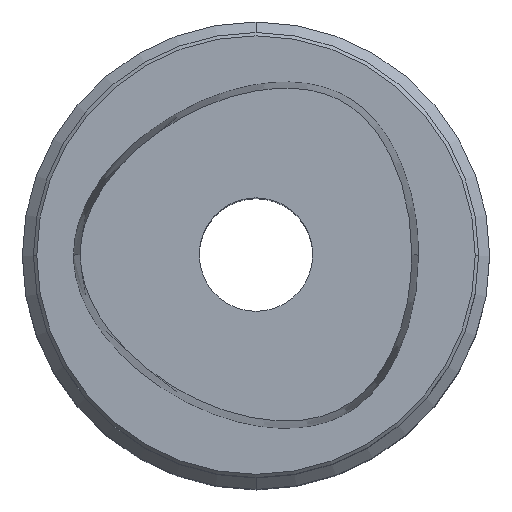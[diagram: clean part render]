
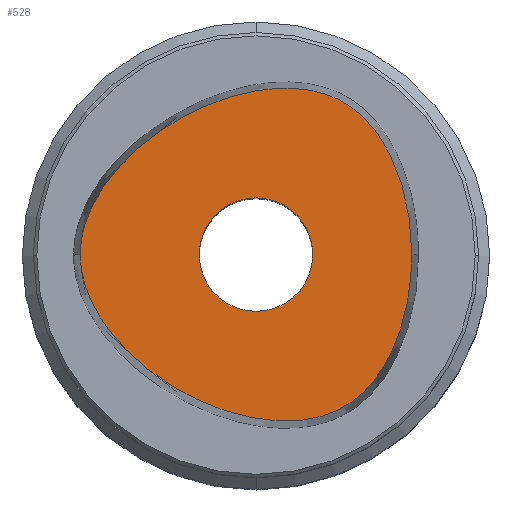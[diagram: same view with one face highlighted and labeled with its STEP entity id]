
A CAD part, top view. The second image highlights one B-rep face of the part: STEP entity #528.
In plain terms, the highlighted planar face has unit normal (0, 0, 1).
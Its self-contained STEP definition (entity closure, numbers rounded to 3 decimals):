
#6=CARTESIAN_POINT('',(-15.8,0.,24.));
#7=CARTESIAN_POINT('',(-15.8,-4.642,24.));
#8=CARTESIAN_POINT('',(-8.04,-13.926,24.));
#9=CARTESIAN_POINT('',(9.84,-17.043,24.));
#10=CARTESIAN_POINT('',(14.,-5.681,24.));
#11=CARTESIAN_POINT('',(14.,0.,24.));
#17=CARTESIAN_POINT('',(14.,0.,24.));
#18=CARTESIAN_POINT('',(14.,5.681,24.));
#19=CARTESIAN_POINT('',(9.84,17.043,24.));
#20=CARTESIAN_POINT('',(-8.04,13.926,24.));
#21=CARTESIAN_POINT('',(-15.8,4.642,24.));
#22=CARTESIAN_POINT('',(-15.8,0.,24.));
#27=CARTESIAN_POINT('',(0.,0.,24.));
#28=DIRECTION('',(0.,0.,-1.));
#29=DIRECTION('',(-1.,0.,0.));
#30=AXIS2_PLACEMENT_3D('',#27,#28,#29);
#35=CARTESIAN_POINT('',(0.,0.,24.));
#36=DIRECTION('',(0.,0.,-1.));
#37=DIRECTION('',(1.,0.,0.));
#38=AXIS2_PLACEMENT_3D('',#35,#36,#37);
#475=VERTEX_POINT('',#6);
#476=VERTEX_POINT('',#11);
#479=CARTESIAN_POINT('',(-5.1,0.,24.));
#480=CARTESIAN_POINT('',(5.1,0.,24.));
#481=VERTEX_POINT('',#479);
#482=VERTEX_POINT('',#480);
#511=CARTESIAN_POINT('',(0.,0.,24.));
#512=DIRECTION('',(0.,0.,-1.));
#513=DIRECTION('',(-1.,0.,0.));
#514=AXIS2_PLACEMENT_3D('',#511,#512,#513);
#515=PLANE('',#514);
#517=ORIENTED_EDGE('',*,*,#516,.F.);
#519=ORIENTED_EDGE('',*,*,#518,.F.);
#520=EDGE_LOOP('',(#517,#519));
#521=FACE_OUTER_BOUND('',#520,.F.);
#523=ORIENTED_EDGE('',*,*,#522,.F.);
#525=ORIENTED_EDGE('',*,*,#524,.F.);
#526=EDGE_LOOP('',(#523,#525));
#527=FACE_BOUND('',#526,.F.);
#12=B_SPLINE_CURVE_WITH_KNOTS('',3,(#6,#7,#8,#9,#10,#11),.UNSPECIFIED.,.F.,.F.,(
4,1,1,4),(0.,0.333,0.667,1.),.UNSPECIFIED.);
#23=B_SPLINE_CURVE_WITH_KNOTS('',3,(#17,#18,#19,#20,#21,#22),.UNSPECIFIED.,.F.,
.F.,(4,1,1,4),(0.,0.333,0.667,1.),.UNSPECIFIED.);
#31=CIRCLE('',#30,5.1);
#39=CIRCLE('',#38,5.1);
#516=EDGE_CURVE('',#475,#476,#12,.T.);
#518=EDGE_CURVE('',#476,#475,#23,.T.);
#522=EDGE_CURVE('',#481,#482,#31,.T.);
#524=EDGE_CURVE('',#482,#481,#39,.T.);
#528=ADVANCED_FACE('',(#521,#527),#515,.F.);
